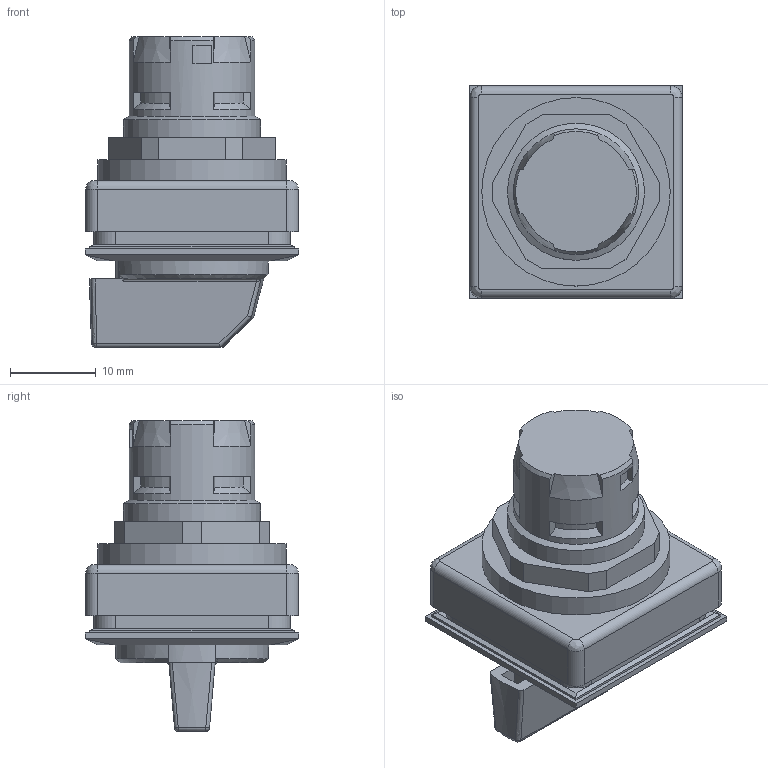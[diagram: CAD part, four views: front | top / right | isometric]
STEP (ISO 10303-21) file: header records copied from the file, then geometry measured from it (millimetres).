
FILE_DESCRIPTION(/* description */ (''),/* implementation_level */ '2;1');
FILE_NAME(/* name */ 'OKJSTA.stp',/* time_stamp */ '2020-09-01T07:19:30+02:00',/* author */ ('thagel'),/* organization */ (''),/* preprocessor_version */ 'ST-DEVELOPER v17.2',/* originating_system */ 'Autodesk Inventor 2019',/* authorisation */ '');
FILE_SCHEMA (('AUTOMOTIVE_DESIGN { 1 0 10303 214 3 1 1 }'));
Length unit declared in the file: millimetre
Products named in the file (1): OKJSTA
Bounding box: 24.9 x 24.9 x 36.3 mm (x, y, z)
Volume: 9222.7 mm3; surface area: 7603.8 mm2
Topology: 1 solids, 7 shells, 521 faces, 1239 edges, 826 vertices
Faces by surface type: plane 252, cylinder 107, bspline 95, cone 34, torus 27, sphere 6
Full cylindrical faces by diameter (mm): 13.106 x2, 14.15 x2, 14.4 x2, 14.43 x1, 14.65 x1, 16 x2, 16.25 x1, 16.5 x1, 18.25 x1, 19.5 x1, 22 x1
Entity records: 27279 total; most frequent: CARTESIAN_POINT 15657, ORIENTED_EDGE 2470, DIRECTION 2170, EDGE_CURVE 1235, VERTEX_POINT 826, AXIS2_PLACEMENT_3D 797, EDGE_LOOP 625, LINE 576
